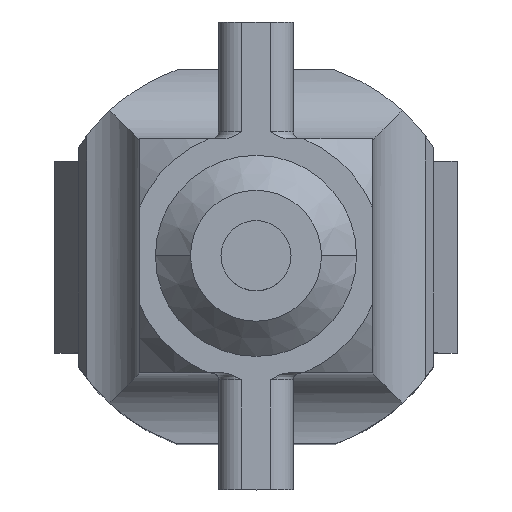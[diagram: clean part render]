
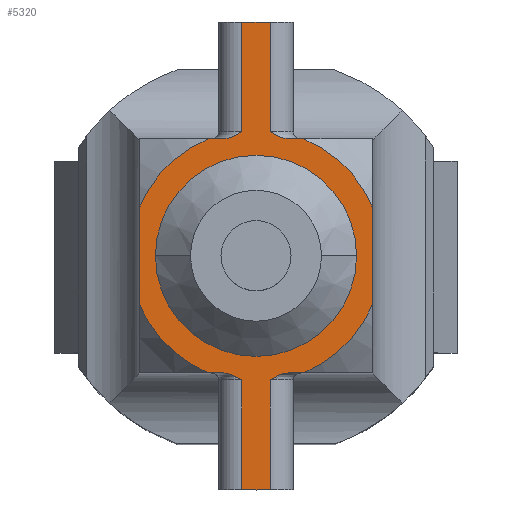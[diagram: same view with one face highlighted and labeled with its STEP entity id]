
A CAD part, top view. The second image highlights one B-rep face of the part: STEP entity #5320.
In plain terms, the highlighted planar face has unit normal (0, 0, 1).
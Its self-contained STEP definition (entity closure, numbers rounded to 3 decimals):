
#1930=CARTESIAN_POINT('',(-5.,2.04,376.35));
#1957=DIRECTION('',(1.,0.,0.));
#1958=VECTOR('',#1957,0.609);
#1959=CARTESIAN_POINT('',(1.431,5.,376.35));
#1960=LINE('',#1959,#1958);
#1996=DIRECTION('',(1.,0.,0.));
#1997=VECTOR('',#1996,0.609);
#1998=CARTESIAN_POINT('',(-2.04,5.,376.35));
#1999=LINE('',#1998,#1997);
#2025=CARTESIAN_POINT('',(5.,2.04,376.35));
#2037=DIRECTION('',(-1.,0.,0.));
#2038=VECTOR('',#2037,0.609);
#2039=CARTESIAN_POINT('',(-1.431,-5.,376.35));
#2040=LINE('',#2039,#2038);
#2068=DIRECTION('',(-1.,0.,0.));
#2069=VECTOR('',#2068,0.609);
#2070=CARTESIAN_POINT('',(2.04,-5.,376.35));
#2071=LINE('',#2070,#2069);
#2087=CARTESIAN_POINT('',(-2.04,-5.,
376.35));
#2092=CARTESIAN_POINT('',(0.,0.,376.35));
#2093=DIRECTION('',(0.,0.,-1.));
#2094=DIRECTION('',(1.,0.,0.));
#2095=AXIS2_PLACEMENT_3D('',#2092,#2093,#2094);
#2100=CARTESIAN_POINT('',(0.,0.,376.35));
#2101=DIRECTION('',(0.,0.,-1.));
#2102=DIRECTION('',(-1.,0.,0.));
#2103=AXIS2_PLACEMENT_3D('',#2100,#2101,#2102);
#2108=CARTESIAN_POINT('',(0.,0.,
376.35));
#2109=DIRECTION('',(0.,0.,1.));
#2110=DIRECTION('',(0.926,0.378,0.));
#2111=AXIS2_PLACEMENT_3D('',#2108,#2109,#2110);
#2116=DIRECTION('',(0.,1.,0.));
#2117=VECTOR('',#2116,4.079);
#2118=CARTESIAN_POINT('',(5.,-2.04,376.35));
#2119=LINE('',#2118,#2117);
#2123=CARTESIAN_POINT('',(0.,0.,
376.35));
#2124=DIRECTION('',(0.,0.,1.));
#2125=DIRECTION('',(0.378,-0.926,0.));
#2126=AXIS2_PLACEMENT_3D('',#2123,#2124,#2125);
#2131=CARTESIAN_POINT('',(0.6,-5.3,376.35));
#2132=CARTESIAN_POINT('',(0.696,-5.248,376.35));
#2133=CARTESIAN_POINT('',(0.88,-5.146,376.35));
#2134=CARTESIAN_POINT('',(1.157,-5.033,376.35));
#2135=CARTESIAN_POINT('',(1.339,-5.,376.35));
#2136=CARTESIAN_POINT('',(1.431,-5.,376.35));
#2141=CARTESIAN_POINT('',(-1.431,-5.,376.35));
#2142=CARTESIAN_POINT('',(-1.339,-5.,376.35));
#2143=CARTESIAN_POINT('',(-1.157,-5.033,376.35));
#2144=CARTESIAN_POINT('',(-0.88,-5.146,376.35));
#2145=CARTESIAN_POINT('',(-0.696,-5.248,376.35));
#2146=CARTESIAN_POINT('',(-0.6,-5.3,376.35));
#2151=CARTESIAN_POINT('',(0.,0.,
376.35));
#2152=DIRECTION('',(0.,0.,1.));
#2153=DIRECTION('',(-0.926,-0.378,0.));
#2154=AXIS2_PLACEMENT_3D('',#2151,#2152,#2153);
#2159=DIRECTION('',(0.,-1.,0.));
#2160=VECTOR('',#2159,4.079);
#2161=CARTESIAN_POINT('',(-5.,2.04,376.35));
#2162=LINE('',#2161,#2160);
#2166=CARTESIAN_POINT('',(0.,0.,
376.35));
#2167=DIRECTION('',(0.,0.,1.));
#2168=DIRECTION('',(-0.378,0.926,0.));
#2169=AXIS2_PLACEMENT_3D('',#2166,#2167,#2168);
#2174=CARTESIAN_POINT('',(-0.6,5.3,376.35));
#2175=CARTESIAN_POINT('',(-0.696,5.248,376.35));
#2176=CARTESIAN_POINT('',(-0.88,5.146,376.35));
#2177=CARTESIAN_POINT('',(-1.157,5.033,376.35));
#2178=CARTESIAN_POINT('',(-1.339,5.,376.35));
#2179=CARTESIAN_POINT('',(-1.431,5.,376.35));
#2273=CARTESIAN_POINT('',(2.04,5.,376.35));
#2278=CARTESIAN_POINT('',(2.04,-5.,376.35));
#2372=DIRECTION('',(0.,1.,0.));
#2373=VECTOR('',#2372,4.7);
#2374=CARTESIAN_POINT('',(-0.6,-10.,376.35));
#2375=LINE('',#2374,#2373);
#2402=DIRECTION('',(-1.,0.,0.));
#2403=VECTOR('',#2402,1.2);
#2404=CARTESIAN_POINT('',(0.6,-10.,376.35));
#2405=LINE('',#2404,#2403);
#2452=DIRECTION('',(0.,-1.,0.));
#2453=VECTOR('',#2452,4.7);
#2454=CARTESIAN_POINT('',(0.6,-5.3,376.35));
#2455=LINE('',#2454,#2453);
#2459=CARTESIAN_POINT('',(-2.04,5.,376.35));
#2553=CARTESIAN_POINT('',(0.6,5.3,376.35));
#2554=CARTESIAN_POINT('',(0.697,5.247,376.35));
#2555=CARTESIAN_POINT('',(0.882,5.145,376.35));
#2556=CARTESIAN_POINT('',(1.159,5.032,376.35));
#2557=CARTESIAN_POINT('',(1.341,5.,376.35));
#2558=CARTESIAN_POINT('',(1.431,5.,376.35));
#2571=DIRECTION('',(0.,-1.,0.));
#2572=VECTOR('',#2571,4.7);
#2573=CARTESIAN_POINT('',(0.6,10.,376.35));
#2574=LINE('',#2573,#2572);
#2608=DIRECTION('',(1.,0.,0.));
#2609=VECTOR('',#2608,1.2);
#2610=CARTESIAN_POINT('',(-0.6,10.,376.35));
#2611=LINE('',#2610,#2609);
#2651=DIRECTION('',(0.,1.,0.));
#2652=VECTOR('',#2651,4.7);
#2653=CARTESIAN_POINT('',(-0.6,5.3,376.35));
#2654=LINE('',#2653,#2652);
#2747=VERTEX_POINT('',#2459);
#2748=VERTEX_POINT('',#2273);
#2764=CARTESIAN_POINT('',(-1.431,5.,376.35));
#2765=VERTEX_POINT('',#2764);
#2766=VERTEX_POINT('',#1930);
#2767=CARTESIAN_POINT('',(1.431,5.,376.35));
#2768=VERTEX_POINT('',#2767);
#2769=VERTEX_POINT('',#2025);
#2782=VERTEX_POINT('',#2278);
#2783=VERTEX_POINT('',#2087);
#2786=CARTESIAN_POINT('',(-5.,-2.04,
376.35));
#2787=VERTEX_POINT('',#2786);
#2790=CARTESIAN_POINT('',(5.,-2.04,376.35));
#2791=VERTEX_POINT('',#2790);
#2800=CARTESIAN_POINT('',(1.431,-5.,376.35));
#2801=VERTEX_POINT('',#2800);
#2802=CARTESIAN_POINT('',(-1.431,-5.,376.35));
#2803=VERTEX_POINT('',#2802);
#2806=VERTEX_POINT('',#2174);
#2809=VERTEX_POINT('',#2553);
#2818=CARTESIAN_POINT('',(-0.6,-10.,376.35));
#2819=VERTEX_POINT('',#2818);
#2820=CARTESIAN_POINT('',(-0.6,-5.3,376.35));
#2821=VERTEX_POINT('',#2820);
#2830=CARTESIAN_POINT('',(-0.6,10.,376.35));
#2831=VERTEX_POINT('',#2830);
#2834=CARTESIAN_POINT('',(0.6,10.,376.35));
#2835=VERTEX_POINT('',#2834);
#2848=VERTEX_POINT('',#2131);
#2855=CARTESIAN_POINT('',(0.6,-10.,376.35));
#2856=VERTEX_POINT('',#2855);
#2869=CARTESIAN_POINT('',(4.3,0.,
376.35));
#2871=VERTEX_POINT('',#2869);
#2873=CARTESIAN_POINT('',(-4.3,0.,
376.35));
#2875=VERTEX_POINT('',#2873);
#5274=CARTESIAN_POINT('',(0.,0.,376.35));
#5275=DIRECTION('',(0.,0.,1.));
#5276=DIRECTION('',(1.,0.,0.));
#5277=AXIS2_PLACEMENT_3D('',#5274,#5275,#5276);
#5278=PLANE('',#5277);
#5280=ORIENTED_EDGE('',*,*,#5279,.F.);
#5281=ORIENTED_EDGE('',*,*,#5203,.F.);
#5283=ORIENTED_EDGE('',*,*,#5282,.F.);
#5284=ORIENTED_EDGE('',*,*,#5240,.T.);
#5286=ORIENTED_EDGE('',*,*,#5285,.F.);
#5288=ORIENTED_EDGE('',*,*,#5287,.T.);
#5290=ORIENTED_EDGE('',*,*,#5289,.T.);
#5292=ORIENTED_EDGE('',*,*,#5291,.T.);
#5294=ORIENTED_EDGE('',*,*,#5293,.F.);
#5295=ORIENTED_EDGE('',*,*,#5228,.T.);
#5296=ORIENTED_EDGE('',*,*,#5261,.F.);
#5297=ORIENTED_EDGE('',*,*,#5139,.F.);
#5299=ORIENTED_EDGE('',*,*,#5298,.F.);
#5300=ORIENTED_EDGE('',*,*,#5179,.T.);
#5302=ORIENTED_EDGE('',*,*,#5301,.F.);
#5304=ORIENTED_EDGE('',*,*,#5303,.T.);
#5306=ORIENTED_EDGE('',*,*,#5305,.T.);
#5308=ORIENTED_EDGE('',*,*,#5307,.T.);
#5310=ORIENTED_EDGE('',*,*,#5309,.T.);
#5311=ORIENTED_EDGE('',*,*,#5165,.T.);
#5312=EDGE_LOOP('',(#5280,#5281,#5283,#5284,#5286,#5288,#5290,#5292,#5294,#5295,
#5296,#5297,#5299,#5300,#5302,#5304,#5306,#5308,#5310,#5311));
#5313=FACE_OUTER_BOUND('',#5312,.F.);
#5315=ORIENTED_EDGE('',*,*,#5314,.F.);
#5317=ORIENTED_EDGE('',*,*,#5316,.F.);
#5318=EDGE_LOOP('',(#5315,#5317));
#5319=FACE_BOUND('',#5318,.F.);
#2096=CIRCLE('',#2095,4.3);
#2104=CIRCLE('',#2103,4.3);
#2112=CIRCLE('',#2111,5.4);
#2127=CIRCLE('',#2126,5.4);
#2137=B_SPLINE_CURVE_WITH_KNOTS('',3,(#2131,#2132,#2133,#2134,#2135,#2136),
.UNSPECIFIED.,.F.,.F.,(4,1,1,4),(0.,0.333,0.667,1.),
.UNSPECIFIED.);
#2147=B_SPLINE_CURVE_WITH_KNOTS('',3,(#2141,#2142,#2143,#2144,#2145,#2146),
.UNSPECIFIED.,.F.,.F.,(4,1,1,4),(0.,0.333,0.667,1.),
.UNSPECIFIED.);
#2155=CIRCLE('',#2154,5.4);
#2170=CIRCLE('',#2169,5.4);
#2180=B_SPLINE_CURVE_WITH_KNOTS('',3,(#2174,#2175,#2176,#2177,#2178,#2179),
.UNSPECIFIED.,.F.,.F.,(4,1,1,4),(0.,0.333,0.667,1.),
.UNSPECIFIED.);
#2559=B_SPLINE_CURVE_WITH_KNOTS('',3,(#2553,#2554,#2555,#2556,#2557,#2558),
.UNSPECIFIED.,.F.,.F.,(4,1,1,4),(0.,0.333,0.667,1.),
.UNSPECIFIED.);
#5139=EDGE_CURVE('',#2766,#2787,#2162,.T.);
#5165=EDGE_CURVE('',#2768,#2748,#1960,.T.);
#5179=EDGE_CURVE('',#2747,#2765,#1999,.T.);
#5203=EDGE_CURVE('',#2791,#2769,#2119,.T.);
#5228=EDGE_CURVE('',#2803,#2783,#2040,.T.);
#5240=EDGE_CURVE('',#2782,#2801,#2071,.T.);
#5261=EDGE_CURVE('',#2787,#2783,#2155,.T.);
#5279=EDGE_CURVE('',#2769,#2748,#2112,.T.);
#5282=EDGE_CURVE('',#2782,#2791,#2127,.T.);
#5285=EDGE_CURVE('',#2848,#2801,#2137,.T.);
#5287=EDGE_CURVE('',#2848,#2856,#2455,.T.);
#5289=EDGE_CURVE('',#2856,#2819,#2405,.T.);
#5291=EDGE_CURVE('',#2819,#2821,#2375,.T.);
#5293=EDGE_CURVE('',#2803,#2821,#2147,.T.);
#5298=EDGE_CURVE('',#2747,#2766,#2170,.T.);
#5301=EDGE_CURVE('',#2806,#2765,#2180,.T.);
#5303=EDGE_CURVE('',#2806,#2831,#2654,.T.);
#5305=EDGE_CURVE('',#2831,#2835,#2611,.T.);
#5307=EDGE_CURVE('',#2835,#2809,#2574,.T.);
#5309=EDGE_CURVE('',#2809,#2768,#2559,.T.);
#5314=EDGE_CURVE('',#2871,#2875,#2096,.T.);
#5316=EDGE_CURVE('',#2875,#2871,#2104,.T.);
#5320=ADVANCED_FACE('',(#5313,#5319),#5278,.T.);
